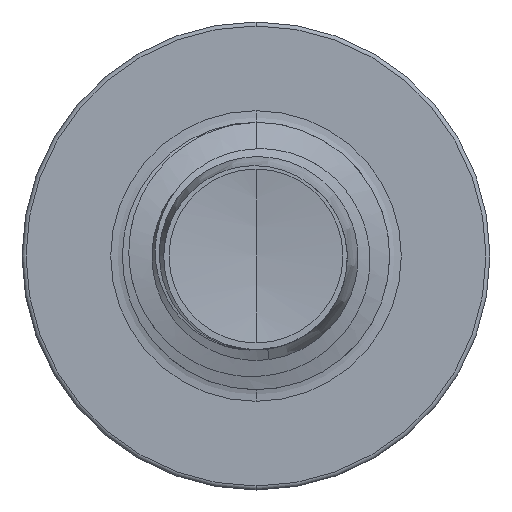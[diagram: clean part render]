
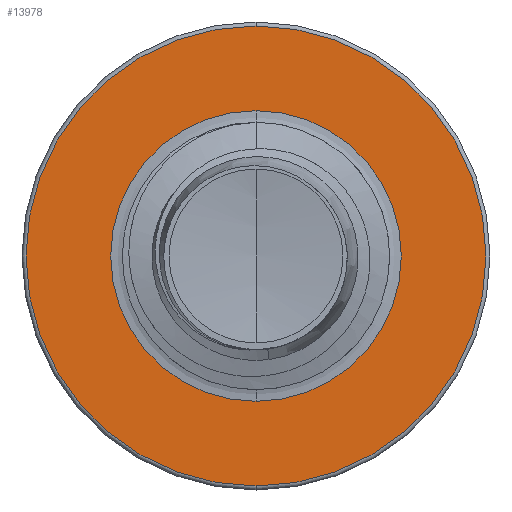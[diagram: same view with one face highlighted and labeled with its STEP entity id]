
A CAD part, front view. The second image highlights one B-rep face of the part: STEP entity #13978.
In plain terms, the highlighted planar face has unit normal (0, -1, 0).
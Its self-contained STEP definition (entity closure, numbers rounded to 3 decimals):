
#239 = VERTEX_POINT ( 'NONE', #13049 ) ;
#577 = EDGE_CURVE ( 'NONE', #10488, #991, #13557, .T. ) ;
#609 = EDGE_CURVE ( 'NONE', #13654, #239, #968, .T. ) ;
#965 = EDGE_CURVE ( 'NONE', #239, #13654, #12665, .T. ) ;
#968 = CIRCLE ( 'NONE', #10543, 3.44 ) ;
#991 = VERTEX_POINT ( 'NONE', #2918 ) ;
#1097 = ORIENTED_EDGE ( 'NONE', *, *, #965, .F. ) ;
#2918 = CARTESIAN_POINT ( 'NONE',  ( 0., 3.5, -2.174 ) ) ;
#3177 = DIRECTION ( 'NONE',  ( 0., 0., 1. ) ) ;
#3184 = DIRECTION ( 'NONE',  ( 0., 1., 0. ) ) ;
#3196 = CARTESIAN_POINT ( 'NONE',  ( 0., 3.5, 0. ) ) ;
#3227 = FACE_OUTER_BOUND ( 'NONE', #14218, .T. ) ;
#3384 = AXIS2_PLACEMENT_3D ( 'NONE', #6474, #6439, #6432 ) ;
#3514 = DIRECTION ( 'NONE',  ( 0., 0., 1. ) ) ;
#3530 = DIRECTION ( 'NONE',  ( 0., 1., 0. ) ) ;
#3551 = CARTESIAN_POINT ( 'NONE',  ( 0., 3.5, 0. ) ) ;
#5155 = ORIENTED_EDGE ( 'NONE', *, *, #609, .F. ) ;
#5759 = AXIS2_PLACEMENT_3D ( 'NONE', #3551, #3530, #3514 ) ;
#6234 = DIRECTION ( 'NONE',  ( 0., 0., 1. ) ) ;
#6239 = DIRECTION ( 'NONE',  ( 0., 1., 0. ) ) ;
#6258 = PLANE ( 'NONE',  #14420 ) ;
#6262 = DIRECTION ( 'NONE',  ( 0., 0., 1. ) ) ;
#6278 = DIRECTION ( 'NONE',  ( 0., 1., 0. ) ) ;
#6296 = CARTESIAN_POINT ( 'NONE',  ( 0., 3.5, 0. ) ) ;
#6432 = DIRECTION ( 'NONE',  ( 0., 0., 1. ) ) ;
#6439 = DIRECTION ( 'NONE',  ( 0., 1., 0. ) ) ;
#6474 = CARTESIAN_POINT ( 'NONE',  ( 0., 3.5, 0. ) ) ;
#6605 = CARTESIAN_POINT ( 'NONE',  ( 0., 3.5, -2.174 ) ) ;
#8473 = AXIS2_PLACEMENT_3D ( 'NONE', #3196, #3184, #3177 ) ;
#8726 = CIRCLE ( 'NONE', #5759, 2.174 ) ;
#9132 = CARTESIAN_POINT ( 'NONE',  ( 0., 3.5, -3.44 ) ) ;
#10488 = VERTEX_POINT ( 'NONE', #14190 ) ;
#10543 = AXIS2_PLACEMENT_3D ( 'NONE', #6296, #6278, #6262 ) ;
#12290 = EDGE_CURVE ( 'NONE', #991, #10488, #8726, .T. ) ;
#12466 = EDGE_LOOP ( 'NONE', ( #13281, #13070 ) ) ;
#12665 = CIRCLE ( 'NONE', #8473, 3.44 ) ;
#13049 = CARTESIAN_POINT ( 'NONE',  ( 0., 3.5, 3.44 ) ) ;
#13070 = ORIENTED_EDGE ( 'NONE', *, *, #12290, .T. ) ;
#13281 = ORIENTED_EDGE ( 'NONE', *, *, #577, .T. ) ;
#13557 = CIRCLE ( 'NONE', #3384, 2.174 ) ;
#13654 = VERTEX_POINT ( 'NONE', #9132 ) ;
#13978 = ADVANCED_FACE ( 'NONE', ( #3227, #14411 ), #6258, .F. ) ;
#14190 = CARTESIAN_POINT ( 'NONE',  ( 0., 3.5, 2.174 ) ) ;
#14218 = EDGE_LOOP ( 'NONE', ( #1097, #5155 ) ) ;
#14411 = FACE_BOUND ( 'NONE', #12466, .T. ) ;
#14420 = AXIS2_PLACEMENT_3D ( 'NONE', #6605, #6239, #6234 ) ;
